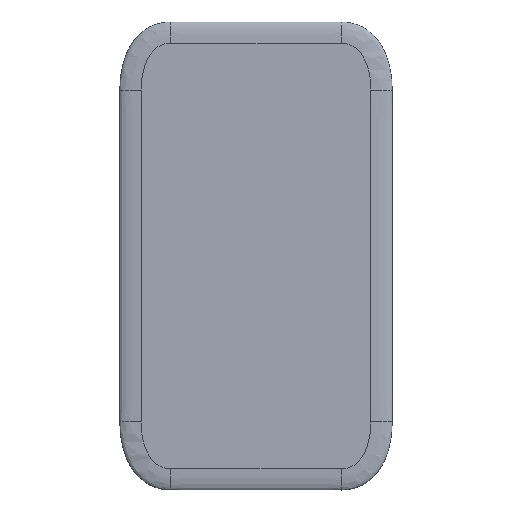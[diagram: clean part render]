
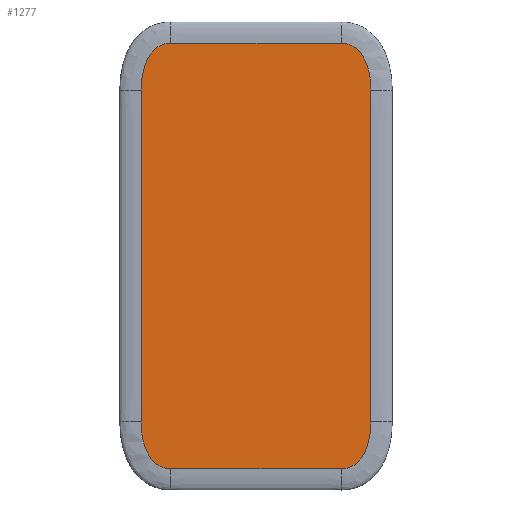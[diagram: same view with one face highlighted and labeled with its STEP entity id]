
A CAD part, top view. The second image highlights one B-rep face of the part: STEP entity #1277.
In plain terms, the highlighted planar face has unit normal (0, 0, 1).
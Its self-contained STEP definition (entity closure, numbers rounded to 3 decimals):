
#425=DIRECTION('',(1.,0.,0.));
#426=VECTOR('',#425,20.002);
#427=CARTESIAN_POINT('',(-10.001,23.118,2.93));
#428=LINE('',#427,#426);
#433=CARTESIAN_POINT('',(10.001,23.118,2.93));
#434=CARTESIAN_POINT('',(10.174,23.118,2.93));
#435=CARTESIAN_POINT('',(10.457,23.096,2.93));
#436=CARTESIAN_POINT('',(10.832,23.015,2.93));
#437=CARTESIAN_POINT('',(11.162,22.898,2.93));
#438=CARTESIAN_POINT('',(11.559,22.694,2.93));
#439=CARTESIAN_POINT('',(11.997,22.358,2.93));
#440=CARTESIAN_POINT('',(12.483,21.776,2.93));
#441=CARTESIAN_POINT('',(12.898,21.022,2.93));
#442=CARTESIAN_POINT('',(13.231,20.061,2.93));
#443=CARTESIAN_POINT('',(13.447,18.95,2.93));
#444=CARTESIAN_POINT('',(13.5,18.077,2.93));
#445=CARTESIAN_POINT('',(13.5,17.621,2.93));
#450=DIRECTION('',(0.,-1.,0.));
#451=VECTOR('',#450,39.007);
#452=CARTESIAN_POINT('',(13.5,17.621,2.93));
#453=LINE('',#452,#451);
#457=CARTESIAN_POINT('',(13.5,-21.386,2.93));
#458=CARTESIAN_POINT('',(13.5,-21.881,2.93));
#459=CARTESIAN_POINT('',(13.442,-22.747,2.93));
#460=CARTESIAN_POINT('',(13.216,-23.882,2.93));
#461=CARTESIAN_POINT('',(12.888,-24.81,2.93));
#462=CARTESIAN_POINT('',(12.47,-25.557,2.93));
#463=CARTESIAN_POINT('',(11.997,-26.123,2.93));
#464=CARTESIAN_POINT('',(11.551,-26.465,2.93));
#465=CARTESIAN_POINT('',(11.154,-26.667,2.93));
#466=CARTESIAN_POINT('',(10.812,-26.786,2.93));
#467=CARTESIAN_POINT('',(10.448,-26.862,2.93));
#468=CARTESIAN_POINT('',(10.161,-26.883,2.93));
#469=CARTESIAN_POINT('',(10.001,-26.883,2.93));
#474=DIRECTION('',(-1.,0.,0.));
#475=VECTOR('',#474,20.003);
#476=CARTESIAN_POINT('',(10.001,-26.883,2.93));
#477=LINE('',#476,#475);
#481=CARTESIAN_POINT('',(-10.002,-26.883,2.93));
#482=CARTESIAN_POINT('',(-10.175,-26.883,2.93));
#483=CARTESIAN_POINT('',(-10.458,-26.861,2.93));
#484=CARTESIAN_POINT('',(-10.832,-26.78,2.93));
#485=CARTESIAN_POINT('',(-11.162,-26.663,2.93));
#486=CARTESIAN_POINT('',(-11.559,-26.459,2.93));
#487=CARTESIAN_POINT('',(-11.997,-26.123,2.93));
#488=CARTESIAN_POINT('',(-12.483,-25.541,2.93));
#489=CARTESIAN_POINT('',(-12.898,-24.787,2.93));
#490=CARTESIAN_POINT('',(-13.231,-23.826,2.93));
#491=CARTESIAN_POINT('',(-13.447,-22.715,2.93));
#492=CARTESIAN_POINT('',(-13.5,-21.842,2.93));
#493=CARTESIAN_POINT('',(-13.5,-21.386,2.93));
#498=DIRECTION('',(0.,1.,0.));
#499=VECTOR('',#498,39.007);
#500=CARTESIAN_POINT('',(-13.5,-21.386,2.93));
#501=LINE('',#500,#499);
#505=CARTESIAN_POINT('',(-13.5,17.621,2.93));
#506=CARTESIAN_POINT('',(-13.5,18.116,2.93));
#507=CARTESIAN_POINT('',(-13.442,18.982,2.93));
#508=CARTESIAN_POINT('',(-13.216,20.117,2.93));
#509=CARTESIAN_POINT('',(-12.888,21.045,2.93));
#510=CARTESIAN_POINT('',(-12.47,21.792,2.93));
#511=CARTESIAN_POINT('',(-11.997,22.358,2.93));
#512=CARTESIAN_POINT('',(-11.551,22.7,2.93));
#513=CARTESIAN_POINT('',(-11.154,22.902,2.93));
#514=CARTESIAN_POINT('',(-10.812,23.021,2.93));
#515=CARTESIAN_POINT('',(-10.448,23.097,2.93));
#516=CARTESIAN_POINT('',(-10.161,23.118,2.93));
#517=CARTESIAN_POINT('',(-10.001,23.118,2.93));
#1164=CARTESIAN_POINT('',(-10.001,23.118,2.93));
#1165=CARTESIAN_POINT('',(10.001,23.118,2.93));
#1166=VERTEX_POINT('',#1164);
#1167=VERTEX_POINT('',#1165);
#1168=VERTEX_POINT('',#445);
#1169=CARTESIAN_POINT('',(13.5,-21.386,2.93));
#1170=VERTEX_POINT('',#1169);
#1171=VERTEX_POINT('',#469);
#1172=CARTESIAN_POINT('',(-10.002,-26.883,
2.93));
#1173=VERTEX_POINT('',#1172);
#1174=VERTEX_POINT('',#493);
#1175=CARTESIAN_POINT('',(-13.5,17.621,2.93));
#1176=VERTEX_POINT('',#1175);
#1254=CARTESIAN_POINT('',(0.,0.,2.93));
#1255=DIRECTION('',(0.,0.,1.));
#1256=DIRECTION('',(0.,-1.,0.));
#1257=AXIS2_PLACEMENT_3D('',#1254,#1255,#1256);
#1258=PLANE('',#1257);
#1260=ORIENTED_EDGE('',*,*,#1259,.T.);
#1262=ORIENTED_EDGE('',*,*,#1261,.T.);
#1264=ORIENTED_EDGE('',*,*,#1263,.T.);
#1266=ORIENTED_EDGE('',*,*,#1265,.T.);
#1268=ORIENTED_EDGE('',*,*,#1267,.T.);
#1270=ORIENTED_EDGE('',*,*,#1269,.T.);
#1272=ORIENTED_EDGE('',*,*,#1271,.T.);
#1274=ORIENTED_EDGE('',*,*,#1273,.T.);
#1275=EDGE_LOOP('',(#1260,#1262,#1264,#1266,#1268,#1270,#1272,#1274));
#1276=FACE_OUTER_BOUND('',#1275,.F.);
#446=B_SPLINE_CURVE_WITH_KNOTS('',3,(#433,#434,#435,#436,#437,#438,#439,#440,
#441,#442,#443,#444,#445),.UNSPECIFIED.,.F.,.F.,(4,1,1,1,1,1,1,1,1,1,4),(0.,
0.062,0.119,0.185,0.246,
0.373,0.5,0.632,0.754,
0.882,1.),.UNSPECIFIED.);
#470=B_SPLINE_CURVE_WITH_KNOTS('',3,(#457,#458,#459,#460,#461,#462,#463,#464,
#465,#466,#467,#468,#469),.UNSPECIFIED.,.F.,.F.,(4,1,1,1,1,1,1,1,1,1,4),(0.,
0.128,0.246,0.378,0.5,
0.627,0.754,0.82,0.881,
0.943,1.),.UNSPECIFIED.);
#494=B_SPLINE_CURVE_WITH_KNOTS('',3,(#481,#482,#483,#484,#485,#486,#487,#488,
#489,#490,#491,#492,#493),.UNSPECIFIED.,.F.,.F.,(4,1,1,1,1,1,1,1,1,1,4),(0.,
0.062,0.119,0.185,0.246,
0.373,0.5,0.632,0.754,
0.882,1.),.UNSPECIFIED.);
#518=B_SPLINE_CURVE_WITH_KNOTS('',3,(#505,#506,#507,#508,#509,#510,#511,#512,
#513,#514,#515,#516,#517),.UNSPECIFIED.,.F.,.F.,(4,1,1,1,1,1,1,1,1,1,4),(0.,
0.128,0.246,0.378,0.5,
0.627,0.754,0.82,0.881,
0.943,1.),.UNSPECIFIED.);
#1259=EDGE_CURVE('',#1166,#1167,#428,.T.);
#1261=EDGE_CURVE('',#1167,#1168,#446,.T.);
#1263=EDGE_CURVE('',#1168,#1170,#453,.T.);
#1265=EDGE_CURVE('',#1170,#1171,#470,.T.);
#1267=EDGE_CURVE('',#1171,#1173,#477,.T.);
#1269=EDGE_CURVE('',#1173,#1174,#494,.T.);
#1271=EDGE_CURVE('',#1174,#1176,#501,.T.);
#1273=EDGE_CURVE('',#1176,#1166,#518,.T.);
#1277=ADVANCED_FACE('',(#1276),#1258,.T.);
